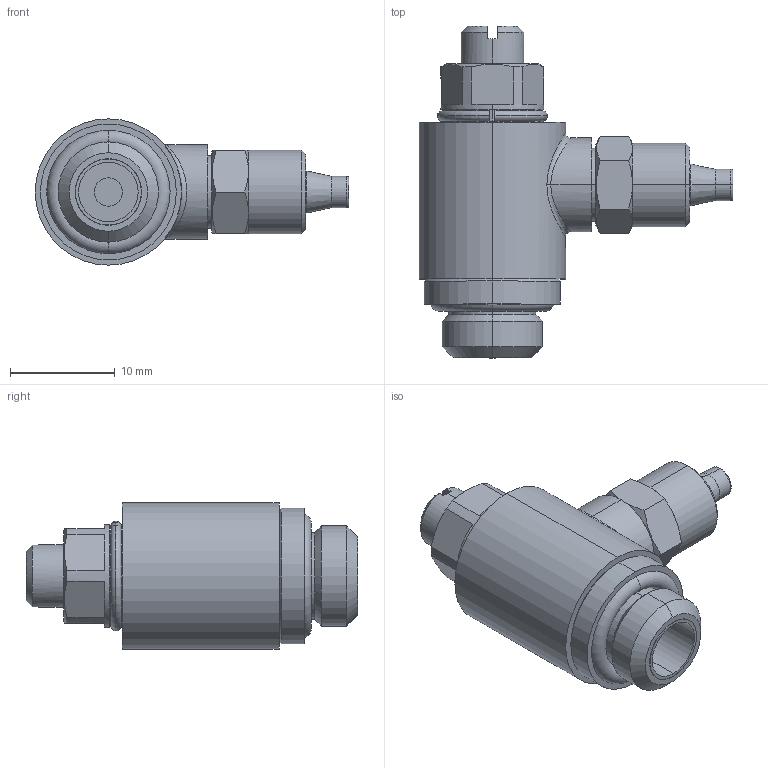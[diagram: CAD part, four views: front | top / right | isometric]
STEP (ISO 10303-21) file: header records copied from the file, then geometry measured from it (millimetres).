
FILE_DESCRIPTION (( 'STEP AP203' ), '1' );
FILE_NAME ('04100C21.STEP', '2010-04-19T09:43:39', ( '' ), ( 'sopra-pneumatic' ), 'SwSTEP 2.0', 'SolidWorks 2009', '' );
FILE_SCHEMA (( 'CONFIG_CONTROL_DESIGN' ));
Length unit declared in the file: millimetre
Products named in the file (1): 04100C21
Bounding box: 30 x 31.75 x 14 mm (x, y, z)
Volume: 3997.9 mm3; surface area: 2178.5 mm2
Topology: 2 solids, 2 shells, 114 faces, 252 edges, 158 vertices
Faces by surface type: plane 42, cylinder 34, cone 30, torus 6, bspline 2
Entity records: 4370 total; most frequent: CARTESIAN_POINT 1752, DIRECTION 558, ORIENTED_EDGE 504, EDGE_CURVE 252, AXIS2_PLACEMENT_3D 235, VERTEX_POINT 158, EDGE_LOOP 130, CIRCLE 122
